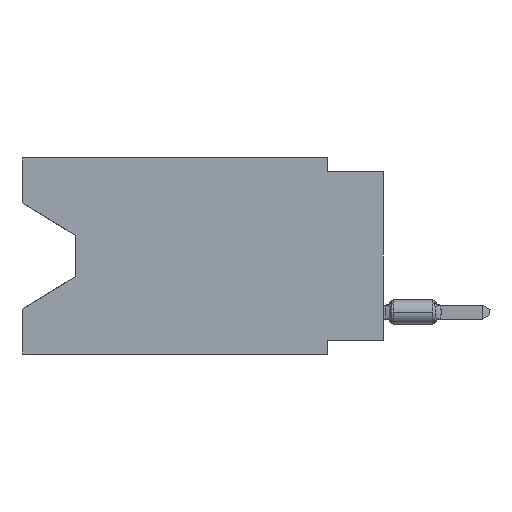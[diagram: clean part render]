
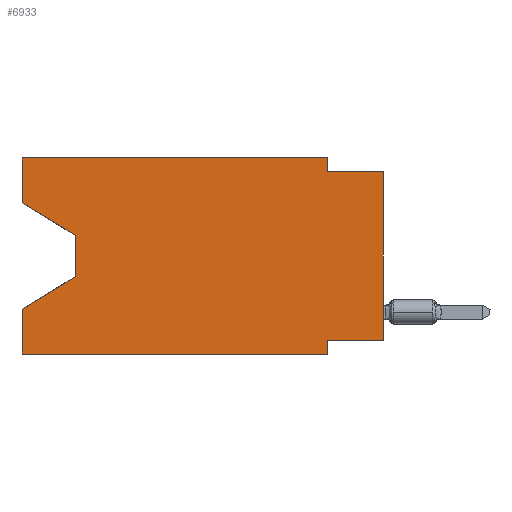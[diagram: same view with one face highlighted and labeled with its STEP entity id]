
A CAD part, left-side view. The second image highlights one B-rep face of the part: STEP entity #6933.
In plain terms, the highlighted planar face has unit normal (-1, 0, 0).
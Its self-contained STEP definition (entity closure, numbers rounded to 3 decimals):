
#1405 = DIRECTION ( 'NONE',  ( 0., 0., -1. ) ) ;
#1727 = CARTESIAN_POINT ( 'NONE',  ( 0., 13.97, -3.505 ) ) ;
#2197 = LINE ( 'NONE', #23070, #65061 ) ;
#3723 = EDGE_CURVE ( 'NONE', #14820, #11081, #15779, .T. ) ;
#4096 = VECTOR ( 'NONE', #15167, 1000. ) ;
#4411 = CARTESIAN_POINT ( 'NONE',  ( 0., 2.54, 0. ) ) ;
#4610 = DIRECTION ( 'NONE',  ( 0., 1., 0. ) ) ;
#4770 = EDGE_CURVE ( 'NONE', #13936, #37574, #51266, .T. ) ;
#5223 = VECTOR ( 'NONE', #4610, 1000. ) ;
#6149 = VECTOR ( 'NONE', #1405, 1000. ) ;
#6291 = CARTESIAN_POINT ( 'NONE',  ( 0., 16.383, -2.038 ) ) ;
#6456 = CARTESIAN_POINT ( 'NONE',  ( 0., 16.383, -8.89 ) ) ;
#6933 = ADVANCED_FACE ( 'NONE', ( #20412 ), #41245, .F. ) ;
#6986 = CARTESIAN_POINT ( 'NONE',  ( 0., 16.383, -6.852 ) ) ;
#9759 = CARTESIAN_POINT ( 'NONE',  ( 0., 0., -8.255 ) ) ;
#10996 = DIRECTION ( 'NONE',  ( 0., -1., 0. ) ) ;
#11081 = VERTEX_POINT ( 'NONE', #25285 ) ;
#11780 = LINE ( 'NONE', #27173, #40536 ) ;
#11797 = ORIENTED_EDGE ( 'NONE', *, *, #23934, .T. ) ;
#13692 = VERTEX_POINT ( 'NONE', #6986 ) ;
#13936 = VERTEX_POINT ( 'NONE', #20317 ) ;
#14222 = ORIENTED_EDGE ( 'NONE', *, *, #28901, .F. ) ;
#14820 = VERTEX_POINT ( 'NONE', #6456 ) ;
#15167 = DIRECTION ( 'NONE',  ( 0., 0., 1. ) ) ;
#15643 = VERTEX_POINT ( 'NONE', #6291 ) ;
#15724 = ORIENTED_EDGE ( 'NONE', *, *, #57148, .F. ) ;
#15779 = LINE ( 'NONE', #57843, #29161 ) ;
#16919 = DIRECTION ( 'NONE',  ( 0., 0.855, -0.519 ) ) ;
#17324 = VERTEX_POINT ( 'NONE', #65547 ) ;
#17637 = DIRECTION ( 'NONE',  ( 0., 0., -1. ) ) ;
#18613 = VERTEX_POINT ( 'NONE', #25816 ) ;
#18691 = CARTESIAN_POINT ( 'NONE',  ( 0., 16.383, -2.038 ) ) ;
#20317 = CARTESIAN_POINT ( 'NONE',  ( 0., 2.54, 0. ) ) ;
#20412 = FACE_OUTER_BOUND ( 'NONE', #37276, .T. ) ;
#20641 = CARTESIAN_POINT ( 'NONE',  ( 0., 16.383, 0. ) ) ;
#23070 = CARTESIAN_POINT ( 'NONE',  ( 0., 0., 0. ) ) ;
#23735 = ORIENTED_EDGE ( 'NONE', *, *, #38217, .F. ) ;
#23934 = EDGE_CURVE ( 'NONE', #28894, #38171, #41931, .T. ) ;
#24493 = DIRECTION ( 'NONE',  ( 0., -0.855, -0.519 ) ) ;
#25285 = CARTESIAN_POINT ( 'NONE',  ( 0., 2.54, -8.89 ) ) ;
#25816 = CARTESIAN_POINT ( 'NONE',  ( 0., 0., -8.255 ) ) ;
#27173 = CARTESIAN_POINT ( 'NONE',  ( 0., 13.97, -5.385 ) ) ;
#27877 = DIRECTION ( 'NONE',  ( 1., 0., 0. ) ) ;
#27879 = CARTESIAN_POINT ( 'NONE',  ( 0., 16.383, 0. ) ) ;
#28894 = VERTEX_POINT ( 'NONE', #1727 ) ;
#28901 = EDGE_CURVE ( 'NONE', #17324, #11081, #47554, .T. ) ;
#29161 = VECTOR ( 'NONE', #10996, 1000. ) ;
#30086 = LINE ( 'NONE', #46802, #65192 ) ;
#30222 = LINE ( 'NONE', #20641, #4096 ) ;
#30912 = DIRECTION ( 'NONE',  ( 0., 0., 1. ) ) ;
#30943 = VERTEX_POINT ( 'NONE', #61197 ) ;
#31239 = LINE ( 'NONE', #57241, #37261 ) ;
#32207 = CARTESIAN_POINT ( 'NONE',  ( 0., 0., -0.635 ) ) ;
#32547 = LINE ( 'NONE', #32207, #36000 ) ;
#35862 = DIRECTION ( 'NONE',  ( 0., 0., -1. ) ) ;
#36000 = VECTOR ( 'NONE', #53062, 1000. ) ;
#36130 = CARTESIAN_POINT ( 'NONE',  ( 0., 16.383, 0. ) ) ;
#37261 = VECTOR ( 'NONE', #30912, 1000. ) ;
#37276 = EDGE_LOOP ( 'NONE', ( #49852, #11797, #40964, #60703, #50518, #14222, #54783, #51048, #15724, #54938, #38816, #23735 ) ) ;
#37574 = VERTEX_POINT ( 'NONE', #58733 ) ;
#38171 = VERTEX_POINT ( 'NONE', #56896 ) ;
#38217 = EDGE_CURVE ( 'NONE', #15643, #51978, #30222, .T. ) ;
#38775 = DIRECTION ( 'NONE',  ( 0., 0., 1. ) ) ;
#38816 = ORIENTED_EDGE ( 'NONE', *, *, #52593, .F. ) ;
#39087 = VECTOR ( 'NONE', #35862, 1000. ) ;
#40536 = VECTOR ( 'NONE', #16919, 1000. ) ;
#40964 = ORIENTED_EDGE ( 'NONE', *, *, #59353, .T. ) ;
#41245 = PLANE ( 'NONE',  #60080 ) ;
#41718 = VECTOR ( 'NONE', #62786, 1000. ) ;
#41931 = LINE ( 'NONE', #50864, #41718 ) ;
#42084 = CARTESIAN_POINT ( 'NONE',  ( 0., 2.54, -8.89 ) ) ;
#43036 = EDGE_CURVE ( 'NONE', #14820, #13692, #31239, .T. ) ;
#43962 = EDGE_CURVE ( 'NONE', #18613, #17324, #56619, .T. ) ;
#44998 = LINE ( 'NONE', #18691, #52146 ) ;
#45536 = EDGE_CURVE ( 'NONE', #18613, #30943, #2197, .T. ) ;
#46802 = CARTESIAN_POINT ( 'NONE',  ( 0., 16.383, 0. ) ) ;
#47554 = LINE ( 'NONE', #42084, #6149 ) ;
#49852 = ORIENTED_EDGE ( 'NONE', *, *, #55230, .T. ) ;
#50518 = ORIENTED_EDGE ( 'NONE', *, *, #3723, .T. ) ;
#50864 = CARTESIAN_POINT ( 'NONE',  ( 0., 13.97, -3.505 ) ) ;
#51048 = ORIENTED_EDGE ( 'NONE', *, *, #45536, .T. ) ;
#51266 = LINE ( 'NONE', #4411, #39087 ) ;
#51978 = VERTEX_POINT ( 'NONE', #27879 ) ;
#52146 = VECTOR ( 'NONE', #24493, 1000. ) ;
#52593 = EDGE_CURVE ( 'NONE', #51978, #13936, #30086, .T. ) ;
#53062 = DIRECTION ( 'NONE',  ( 0., -1., 0. ) ) ;
#54783 = ORIENTED_EDGE ( 'NONE', *, *, #43962, .F. ) ;
#54938 = ORIENTED_EDGE ( 'NONE', *, *, #4770, .F. ) ;
#55230 = EDGE_CURVE ( 'NONE', #15643, #28894, #44998, .T. ) ;
#56619 = LINE ( 'NONE', #9759, #5223 ) ;
#56896 = CARTESIAN_POINT ( 'NONE',  ( 0., 13.97, -5.385 ) ) ;
#57148 = EDGE_CURVE ( 'NONE', #37574, #30943, #32547, .T. ) ;
#57241 = CARTESIAN_POINT ( 'NONE',  ( 0., 16.383, 0. ) ) ;
#57415 = DIRECTION ( 'NONE',  ( 0., -1., 0. ) ) ;
#57843 = CARTESIAN_POINT ( 'NONE',  ( 0., 16.383, -8.89 ) ) ;
#58733 = CARTESIAN_POINT ( 'NONE',  ( 0., 2.54, -0.635 ) ) ;
#59353 = EDGE_CURVE ( 'NONE', #38171, #13692, #11780, .T. ) ;
#60080 = AXIS2_PLACEMENT_3D ( 'NONE', #36130, #27877, #17637 ) ;
#60703 = ORIENTED_EDGE ( 'NONE', *, *, #43036, .F. ) ;
#61197 = CARTESIAN_POINT ( 'NONE',  ( 0., 0., -0.635 ) ) ;
#62786 = DIRECTION ( 'NONE',  ( 0., 0., -1. ) ) ;
#65061 = VECTOR ( 'NONE', #38775, 1000. ) ;
#65192 = VECTOR ( 'NONE', #57415, 1000. ) ;
#65547 = CARTESIAN_POINT ( 'NONE',  ( 0., 2.54, -8.255 ) ) ;
